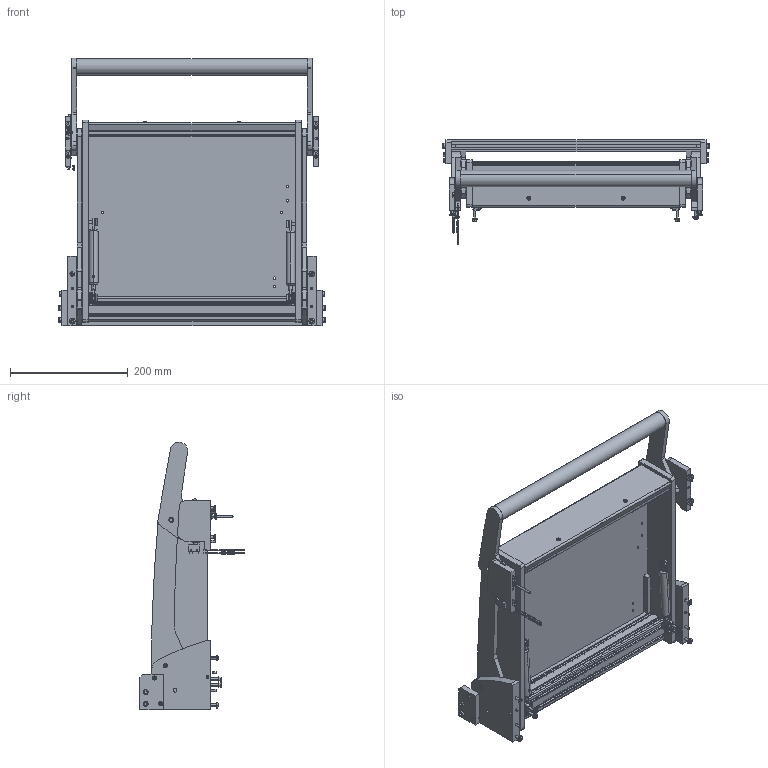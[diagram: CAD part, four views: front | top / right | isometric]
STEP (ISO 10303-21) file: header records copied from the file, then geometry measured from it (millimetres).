
FILE_DESCRIPTION (( 'STEP AP214' ), '1' );
FILE_NAME ('INGUN_49265.STEP', '2021-07-06T13:16:15', ( '' ), ( '' ), 'SwSTEP 2.0', 'SolidWorks 2018', '' );
FILE_SCHEMA (( 'AUTOMOTIVE_DESIGN' ));
Length unit declared in the file: millimetre
Products named in the file (183): 8532~0; 39894~2; 39892~7; ISO7380~n_M03,0x006; ISO7380~n_M05,0x020; ISO7380~n; DIN125~n; 2497-1~0; 50956~1; 34328~1; 35714~3; DIN7991~n; 2497-2~0; 48727~1_S; K_02037~0; 109951~0_KUNDE<S>; DIN912~n; 49317~0; 38786~1; DIN6325~n; 38789~0; 48728~1_S; DIN6325~n_04,0m6x012; DIN6325~n_04,0m6x014; 47523~0; K_02038~0; 53836~2_KUNDE<S>; 48726~2; 39892~7_KUNDE<S>; 39894~2_KUNDE<S>; 55713~1; 53839~0_mit Lehre gebohrt<S>; DIN912~n_M04,0x020; DIN912~n_M05,0x006; GKS-114-0007~-g-k-s_S; 48726~2_S; 3381~0; 31194~0; 55712~0_KUNDE<S>; 53838~0 ...
Assembly tree (125 placements, depth 4):
  39894~2
  39892~7
  ISO7380~n
  DIN125~n
  50956~1
Bounding box: 451.8 x 177.3 x 454.31 mm (x, y, z)
Volume: 3604267.9 mm3; surface area: 1331413.3 mm2
Topology: 125 solids, 125 shells, 3210 faces, 8142 edges, 5179 vertices
Faces by surface type: cylinder 1427, plane 1212, cone 392, bspline 90, sphere 51, torus 38
Entity records: 65832 total; most frequent: CARTESIAN_POINT 12232, DIRECTION 10479, ORIENTED_EDGE 9736, EDGE_CURVE 4868, AXIS2_PLACEMENT_3D 3941, VERTEX_POINT 3137, VECTOR 2597, LINE 2597
